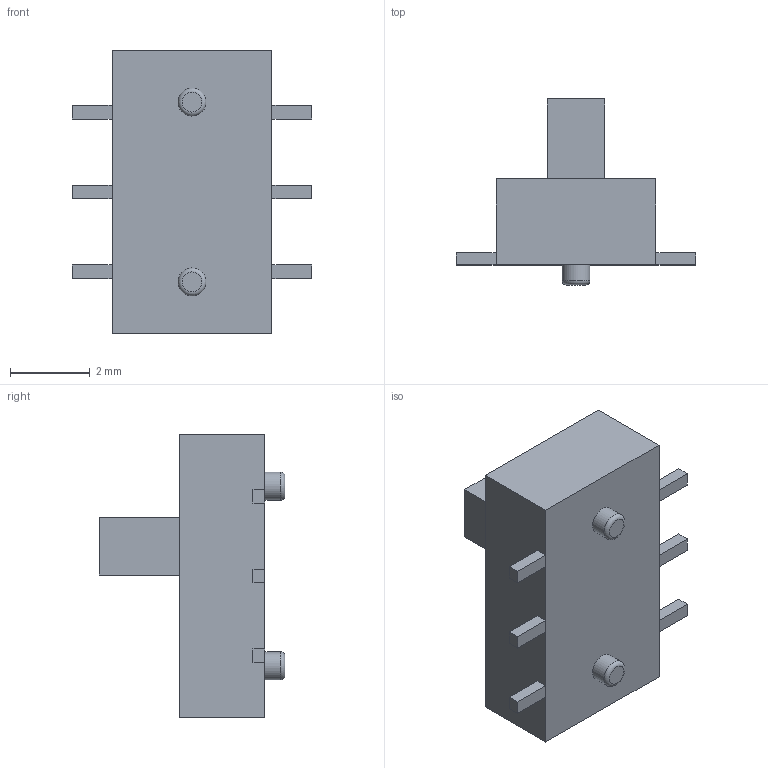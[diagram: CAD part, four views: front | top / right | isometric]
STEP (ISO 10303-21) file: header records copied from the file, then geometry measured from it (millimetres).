
FILE_DESCRIPTION(/* description */ (''),/* implementation_level */ '2;1');
FILE_NAME(/* name */ 'MS-22D28-G020.step',/* time_stamp */ '2023-12-30T19:48:39+09:00',/* author */ (''),/* organization */ (''),/* preprocessor_version */ 'ST-DEVELOPER v20',/* originating_system */ 'Autodesk Translation Framework v12.14.0.127',/* authorisation */ '');
FILE_SCHEMA (('AUTOMOTIVE_DESIGN { 1 0 10303 214 3 1 1 }'));
Length unit declared in the file: millimetre
Products named in the file (1): MS-22D28-G020
Bounding box: 6 x 4.65 x 7.1 mm (x, y, z)
Volume: 65.1 mm3; surface area: 140.3 mm2
Topology: 10 solids, 10 shells, 61 faces, 120 edges, 80 vertices
Faces by surface type: plane 57, torus 2, cylinder 2
Full cylindrical faces by diameter (mm): 0.7 x2
Entity records: 1586 total; most frequent: CARTESIAN_POINT 262, DIRECTION 254, ORIENTED_EDGE 240, EDGE_CURVE 120, LINE 110, VECTOR 110, VERTEX_POINT 80, AXIS2_PLACEMENT_3D 72
